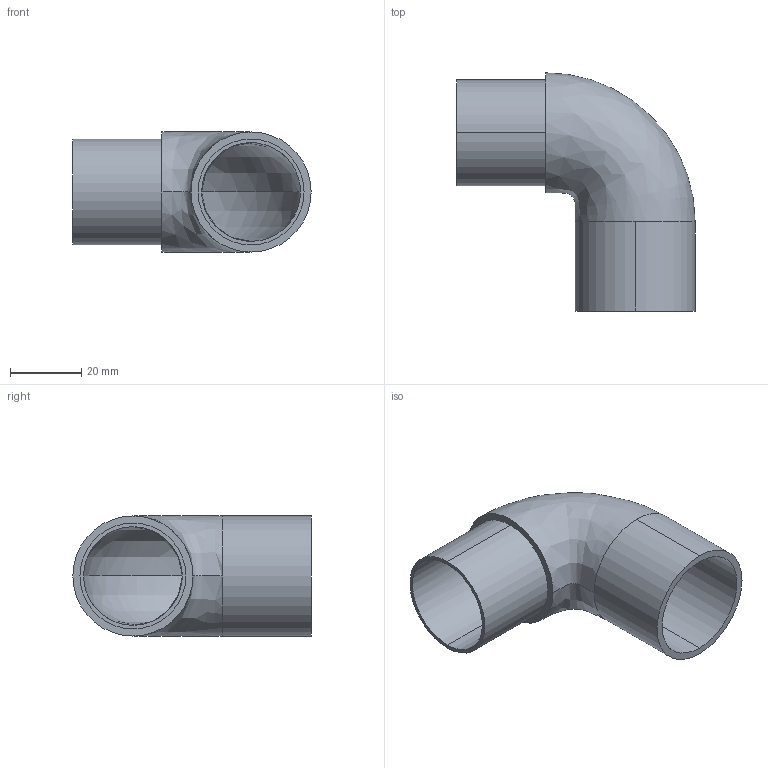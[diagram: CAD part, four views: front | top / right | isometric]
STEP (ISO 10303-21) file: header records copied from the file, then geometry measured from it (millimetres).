
FILE_DESCRIPTION (( 'STEP AP203' ), '1' );
FILE_NAME ('3D_GR1122_33.7x2_188850910.STEP', '2024-11-10T08:55:57', ( '' ), ( '' ), 'SwSTEP 2.0', 'SolidWorks 2023', '' );
FILE_SCHEMA (( 'CONFIG_CONTROL_DESIGN' ));
Length unit declared in the file: millimetre
Products named in the file (1): 3D_GR1122_33.7x2_188850910
Bounding box: 66.85 x 66.85 x 33.7 mm (x, y, z)
Volume: 18655.4 mm3; surface area: 17680.7 mm2
Topology: 1 solids, 1 shells, 16 faces, 41 edges, 29 vertices
Faces by surface type: cylinder 8, bspline 4, plane 4
Entity records: 9803 total; most frequent: CARTESIAN_POINT 9348, ORIENTED_EDGE 82, DIRECTION 70, EDGE_CURVE 41, AXIS2_PLACEMENT_3D 31, VERTEX_POINT 29, EDGE_LOOP 20, CIRCLE 18
